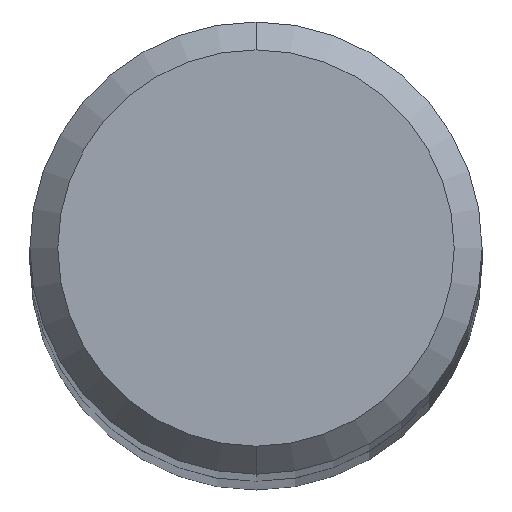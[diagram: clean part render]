
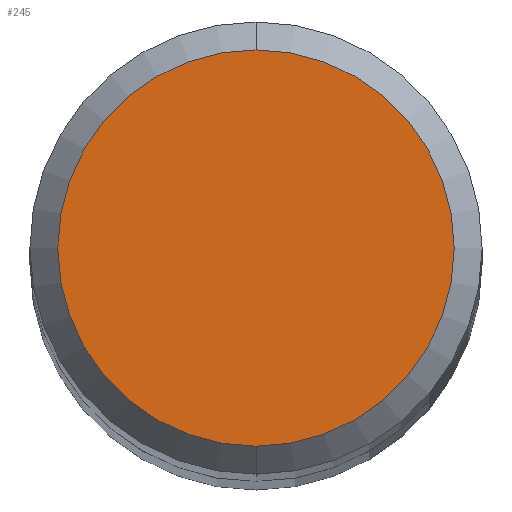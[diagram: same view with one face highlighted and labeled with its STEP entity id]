
A CAD part, top view. The second image highlights one B-rep face of the part: STEP entity #245.
In plain terms, the highlighted planar face has unit normal (0, 0, 1).
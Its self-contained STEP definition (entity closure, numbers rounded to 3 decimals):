
#215=EDGE_CURVE('',#287,#295,#496,.T.);
#245=ADVANCED_FACE('',(#529),#530,.T.);
#269=EDGE_CURVE('',#295,#287,#557,.T.);
#287=VERTEX_POINT('',#577);
#295=VERTEX_POINT('',#586);
#496=CIRCLE('',#866,3.55);
#529=FACE_OUTER_BOUND('',#924,.T.);
#530=PLANE('',#925);
#557=CIRCLE('',#954,3.55);
#577=CARTESIAN_POINT('',(0.,-3.55,0.0));
#586=CARTESIAN_POINT('',(0.0,3.55,0.0));
#866=AXIS2_PLACEMENT_3D('',#1399,#1400,#1401);
#924=EDGE_LOOP('',(#1439,#1440));
#925=AXIS2_PLACEMENT_3D('',#1441,#1442,#1443);
#954=AXIS2_PLACEMENT_3D('',#1476,#1477,#1478);
#1399=CARTESIAN_POINT('',(0.0,0.0,0.0));
#1400=DIRECTION('',(0.0,0.0,-1.0));
#1401=DIRECTION('',(0.0,1.0,0.0));
#1439=ORIENTED_EDGE('',*,*,#269,.F.);
#1440=ORIENTED_EDGE('',*,*,#215,.F.);
#1441=CARTESIAN_POINT('',(0.0,1.775,0.0));
#1442=DIRECTION('',(-0.0,0.0,1.0));
#1443=DIRECTION('',(0.0,-1.0,0.0));
#1476=CARTESIAN_POINT('',(0.0,0.0,0.0));
#1477=DIRECTION('',(0.0,0.0,-1.0));
#1478=DIRECTION('',(0.0,1.0,0.0));
